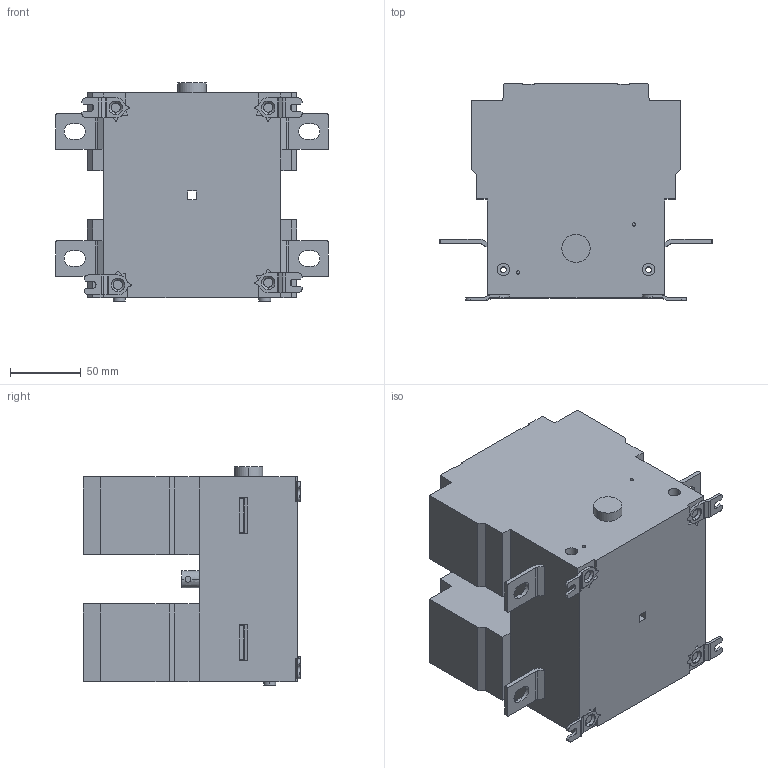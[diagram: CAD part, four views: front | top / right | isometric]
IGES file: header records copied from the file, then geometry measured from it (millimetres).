
Start section:  PTC IGES file: OS250D11-palikka.igs
Global section: file name: OS250D11-palikka.igs; native system: Creo Parametric by Parametric Technology Corporation; preprocessor: 2013320; author: fijalei3; organization: Unknown; date: 20141202.153021; units: millimetre
Bounding box: 193.25 x 154.17 x 154.58 mm (x, y, z)
Surface area: 159962.2 mm2 (no closed solid volume)
Topology: 0 solids, 0 shells, 335 faces, 1830 edges, 1830 vertices
Faces by surface type: bspline 211, revolution 124
